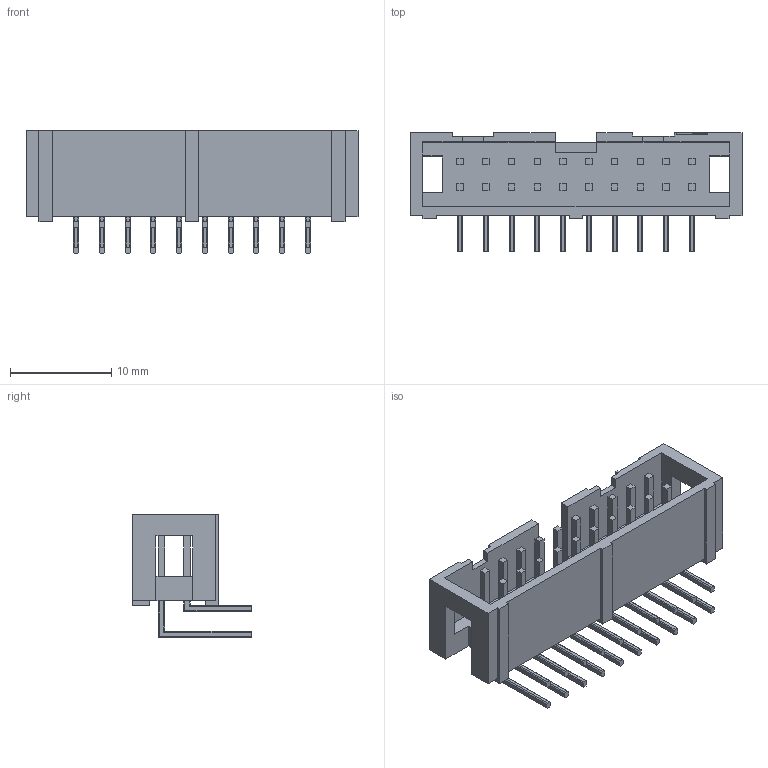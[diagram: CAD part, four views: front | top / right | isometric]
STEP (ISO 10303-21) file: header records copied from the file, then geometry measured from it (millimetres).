
FILE_DESCRIPTION (( 'STEP AP214' ), '1' );
FILE_NAME ('XG4C_2034.step', '2019-03-18T12:27:49', ( 'OSMC1.0 ' ), ( ' ' ), 'SwSTEP 2.0', 'SolidWorks 2002025', '' );
FILE_SCHEMA (( 'AUTOMOTIVE_DESIGN' ));
Length unit declared in the file: millimetre
Products named in the file (1): XG4C_2034
Bounding box: 32.72 x 11.7 x 12.12 mm (x, y, z)
Volume: 1055.6 mm3; surface area: 2339 mm2
Topology: 1 solids, 1 shells, 477 faces, 1235 edges, 796 vertices
Faces by surface type: plane 477
Entity records: 16111 total; most frequent: CARTESIAN_POINT 2509, ORIENTED_EDGE 2470, DIRECTION 2191, LINE 1235, VECTOR 1235, EDGE_CURVE 1235, VERTEX_POINT 796, EDGE_LOOP 517
